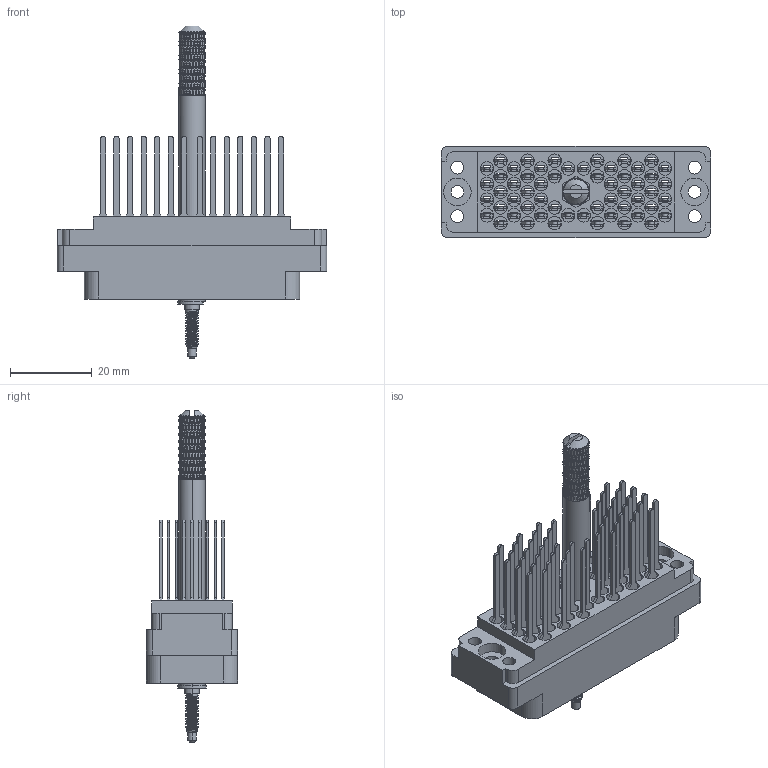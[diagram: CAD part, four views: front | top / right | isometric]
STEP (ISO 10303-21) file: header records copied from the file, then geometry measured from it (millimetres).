
FILE_DESCRIPTION (( 'STEP AP203' ), '1' );
FILE_NAME ('516-056-542-505.STEP', '2020-03-10T14:42:18', ( '' ), ( '' ), 'SwSTEP 2.0', 'SolidWorks 2016', '' );
FILE_SCHEMA (( 'CONFIG_CONTROL_DESIGN' ));
Length unit declared in the file: inch
Products named in the file (8): 516-253-138-107; 516 Plug Insulator_056; 516-056-542-505; 516-250-038-111; Actuating Screw Assy 038-056; 516-251-035-100; 516-253-035-100; 516-292-001_542 Contact
Assembly tree (63 placements, depth 3):
  516-056-542-505
    516 Plug Insulator_056
    516-292-001_542 Contact  x56
    Actuating Screw Assy 038-056
      516-251-035-100
      516-253-035-100  x2
      516-253-138-107
      516-250-038-111
Bounding box: 65.81 x 22.25 x 81.03 mm (x, y, z)
Volume: 15860.7 mm3; surface area: 29817.7 mm2
Topology: 62 solids, 62 shells, 6650 faces, 18244 edges, 11738 vertices
Faces by surface type: plane 3325, cylinder 1963, bspline 1342, cone 20
Entity records: 112260 total; most frequent: CARTESIAN_POINT 56131, ORIENTED_EDGE 13584, DIRECTION 8663, EDGE_CURVE 6792, VERTEX_POINT 4140, VECTOR 2985, LINE 2985, AXIS2_PLACEMENT_3D 2839
